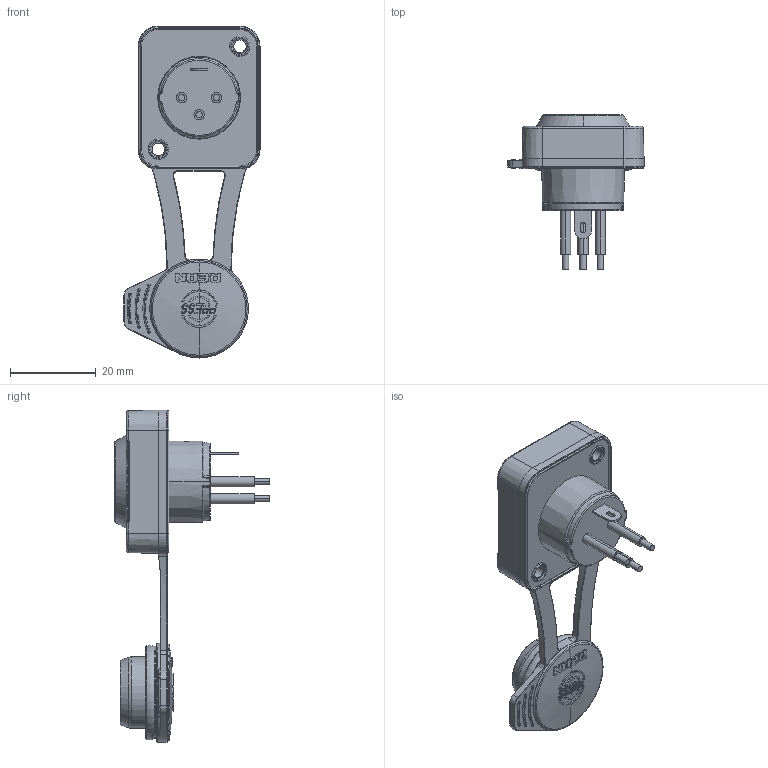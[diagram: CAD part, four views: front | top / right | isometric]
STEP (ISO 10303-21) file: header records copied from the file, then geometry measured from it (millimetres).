
FILE_DESCRIPTION((''),'2;1');
FILE_NAME('RRX3M-Z-012-0_ASM','2023-04-06T10:04:48',('xju'),(''),'CREO PARAMETRIC BY PTC INC, 2021184','CREO PARAMETRIC BY PTC INC, 2021184','');
FILE_SCHEMA(('CONFIG_CONTROL_DESIGN'));
Length unit declared in the file: millimetre
Products named in the file (1): RRX3M-Z-012-0_ASM
Bounding box: 31.7 x 36 x 77.3 mm (x, y, z)
Volume: 6998.5 mm3; surface area: 10837.3 mm2
Topology: 1 solids, 2 shells, 918 faces, 2468 edges, 1597 vertices
Faces by surface type: plane 489, cylinder 200, torus 107, cone 59, bspline 36, sphere 26, extrusion 1
Entity records: 30711 total; most frequent: CARTESIAN_POINT 7028, DIRECTION 5251, ORIENTED_EDGE 4910, EDGE_CURVE 2459, AXIS2_PLACEMENT_3D 2073, VERTEX_POINT 1597, CIRCLE 1191, VECTOR 1105
